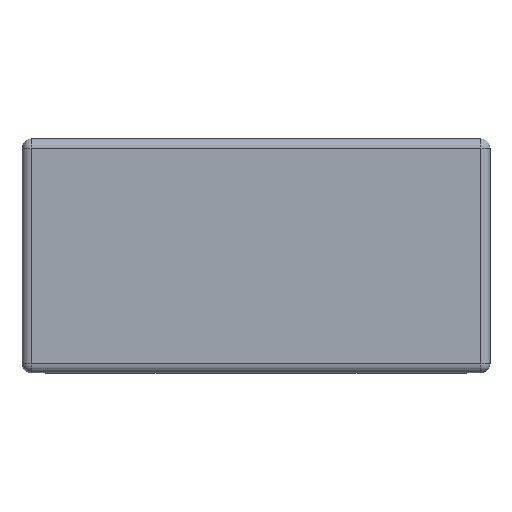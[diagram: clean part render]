
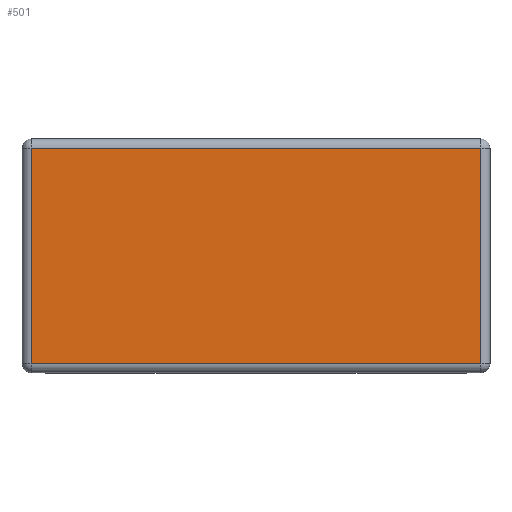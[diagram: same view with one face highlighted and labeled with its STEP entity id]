
A CAD part, top view. The second image highlights one B-rep face of the part: STEP entity #501.
In plain terms, the highlighted planar face has unit normal (0, 0, 1).
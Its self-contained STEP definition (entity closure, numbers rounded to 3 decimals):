
#2 = CARTESIAN_POINT ( 'NONE',  ( 0.48, 0.23, 0.35 ) ) ;
#101 = VERTEX_POINT ( 'NONE', #564 ) ;
#110 = VERTEX_POINT ( 'NONE', #2 ) ;
#193 = CARTESIAN_POINT ( 'NONE',  ( 0.48, -0.23, 0.35 ) ) ;
#207 = EDGE_CURVE ( 'NONE', #110, #1413, #1786, .T. ) ;
#238 = DIRECTION ( 'NONE',  ( 1., 0., 0. ) ) ;
#256 = EDGE_CURVE ( 'NONE', #1413, #101, #614, .T. ) ;
#430 = DIRECTION ( 'NONE',  ( 0., -1., 0. ) ) ;
#461 = VECTOR ( 'NONE', #1295, 1000. ) ;
#500 = DIRECTION ( 'NONE',  ( 0., 0., 1. ) ) ;
#501 = ADVANCED_FACE ( 'NONE', ( #1179 ), #2362, .T. ) ;
#564 = CARTESIAN_POINT ( 'NONE',  ( -0.48, -0.23, 0.35 ) ) ;
#614 = LINE ( 'NONE', #2125, #2319 ) ;
#632 = ORIENTED_EDGE ( 'NONE', *, *, #1123, .T. ) ;
#639 = ORIENTED_EDGE ( 'NONE', *, *, #207, .T. ) ;
#686 = CARTESIAN_POINT ( 'NONE',  ( 0.48, 0.25, 0.35 ) ) ;
#717 = CARTESIAN_POINT ( 'NONE',  ( -0.48, 0.23, 0.35 ) ) ;
#839 = VECTOR ( 'NONE', #2159, 1000. ) ;
#897 = AXIS2_PLACEMENT_3D ( 'NONE', #1460, #500, #2032 ) ;
#902 = VERTEX_POINT ( 'NONE', #193 ) ;
#1123 = EDGE_CURVE ( 'NONE', #902, #110, #2255, .T. ) ;
#1168 = CARTESIAN_POINT ( 'NONE',  ( 0.5, -0.23, 0.35 ) ) ;
#1179 = FACE_OUTER_BOUND ( 'NONE', #1580, .T. ) ;
#1295 = DIRECTION ( 'NONE',  ( 0., 1., 0. ) ) ;
#1402 = LINE ( 'NONE', #1168, #1794 ) ;
#1413 = VERTEX_POINT ( 'NONE', #717 ) ;
#1460 = CARTESIAN_POINT ( 'NONE',  ( 0., 0., 0.35 ) ) ;
#1580 = EDGE_LOOP ( 'NONE', ( #2149, #2322, #632, #639 ) ) ;
#1786 = LINE ( 'NONE', #2135, #839 ) ;
#1794 = VECTOR ( 'NONE', #238, 1000. ) ;
#1817 = EDGE_CURVE ( 'NONE', #101, #902, #1402, .T. ) ;
#2032 = DIRECTION ( 'NONE',  ( 1., 0., 0. ) ) ;
#2125 = CARTESIAN_POINT ( 'NONE',  ( -0.48, -0.25, 0.35 ) ) ;
#2135 = CARTESIAN_POINT ( 'NONE',  ( -0.5, 0.23, 0.35 ) ) ;
#2149 = ORIENTED_EDGE ( 'NONE', *, *, #256, .T. ) ;
#2159 = DIRECTION ( 'NONE',  ( -1., 0., 0. ) ) ;
#2255 = LINE ( 'NONE', #686, #461 ) ;
#2319 = VECTOR ( 'NONE', #430, 1000. ) ;
#2322 = ORIENTED_EDGE ( 'NONE', *, *, #1817, .T. ) ;
#2362 = PLANE ( 'NONE',  #897 ) ;
